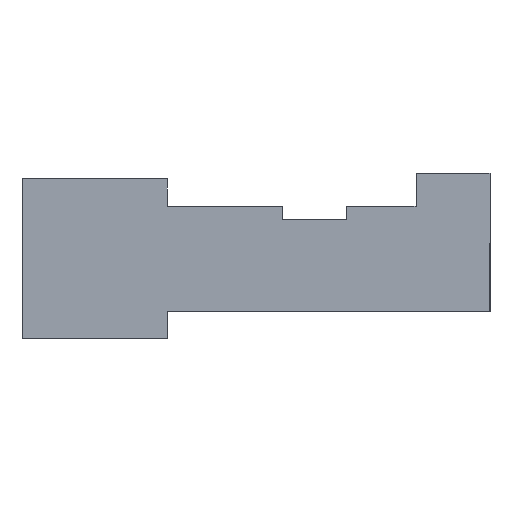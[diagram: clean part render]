
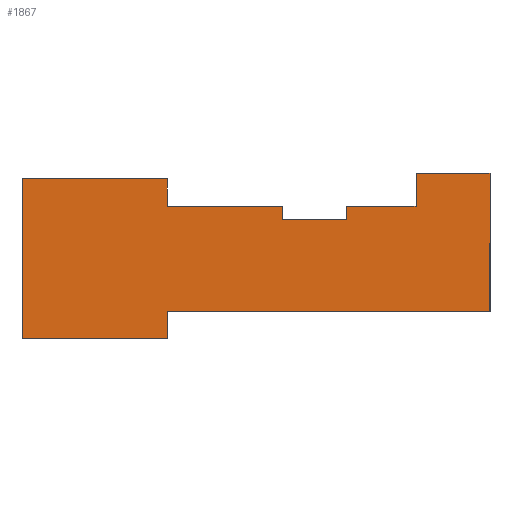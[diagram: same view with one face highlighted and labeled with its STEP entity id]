
A CAD part, left-side view. The second image highlights one B-rep face of the part: STEP entity #1867.
In plain terms, the highlighted planar face has unit normal (-1, 0, 0).
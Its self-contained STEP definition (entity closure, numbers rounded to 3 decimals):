
#78=ORIENTED_EDGE('',*,*,#588,.T.);
#79=ORIENTED_EDGE('',*,*,#610,.T.);
#80=ORIENTED_EDGE('',*,*,#612,.T.);
#81=ORIENTED_EDGE('',*,*,#614,.F.);
#82=ORIENTED_EDGE('',*,*,#615,.F.);
#83=ORIENTED_EDGE('',*,*,#616,.F.);
#84=ORIENTED_EDGE('',*,*,#617,.F.);
#85=ORIENTED_EDGE('',*,*,#618,.F.);
#86=ORIENTED_EDGE('',*,*,#619,.T.);
#87=ORIENTED_EDGE('',*,*,#620,.F.);
#88=ORIENTED_EDGE('',*,*,#621,.T.);
#89=ORIENTED_EDGE('',*,*,#622,.F.);
#90=ORIENTED_EDGE('',*,*,#623,.T.);
#91=ORIENTED_EDGE('',*,*,#624,.F.);
#588=EDGE_CURVE('',#860,#859,#1037,.T.);
#610=EDGE_CURVE('',#859,#879,#1059,.T.);
#612=EDGE_CURVE('',#879,#880,#1061,.T.);
#614=EDGE_CURVE('',#881,#880,#1063,.T.);
#615=EDGE_CURVE('',#882,#881,#1064,.T.);
#616=EDGE_CURVE('',#883,#882,#1065,.T.);
#617=EDGE_CURVE('',#884,#883,#1066,.T.);
#618=EDGE_CURVE('',#885,#884,#1067,.T.);
#619=EDGE_CURVE('',#885,#886,#1068,.T.);
#620=EDGE_CURVE('',#887,#886,#1069,.T.);
#621=EDGE_CURVE('',#887,#888,#1070,.T.);
#622=EDGE_CURVE('',#889,#888,#1071,.T.);
#623=EDGE_CURVE('',#889,#890,#1072,.T.);
#624=EDGE_CURVE('',#860,#890,#1073,.T.);
#859=VERTEX_POINT('',#2565);
#860=VERTEX_POINT('',#2567);
#879=VERTEX_POINT('',#2611);
#880=VERTEX_POINT('',#2615);
#881=VERTEX_POINT('',#2619);
#882=VERTEX_POINT('',#2621);
#883=VERTEX_POINT('',#2623);
#884=VERTEX_POINT('',#2625);
#885=VERTEX_POINT('',#2627);
#886=VERTEX_POINT('',#2629);
#887=VERTEX_POINT('',#2631);
#888=VERTEX_POINT('',#2633);
#889=VERTEX_POINT('',#2635);
#890=VERTEX_POINT('',#2637);
#1037=LINE('',#2566,#1294);
#1059=LINE('',#2610,#1316);
#1061=LINE('',#2614,#1318);
#1063=LINE('',#2618,#1320);
#1064=LINE('',#2620,#1321);
#1065=LINE('',#2622,#1322);
#1066=LINE('',#2624,#1323);
#1067=LINE('',#2626,#1324);
#1068=LINE('',#2628,#1325);
#1069=LINE('',#2630,#1326);
#1070=LINE('',#2632,#1327);
#1071=LINE('',#2634,#1328);
#1072=LINE('',#2636,#1329);
#1073=LINE('',#2638,#1330);
#1294=VECTOR('',#2104,1000.);
#1316=VECTOR('',#2132,1000.);
#1318=VECTOR('',#2136,1000.);
#1320=VECTOR('',#2140,1000.);
#1321=VECTOR('',#2141,1000.);
#1322=VECTOR('',#2142,1000.);
#1323=VECTOR('',#2143,1000.);
#1324=VECTOR('',#2144,1000.);
#1325=VECTOR('',#2145,1000.);
#1326=VECTOR('',#2146,1000.);
#1327=VECTOR('',#2147,1000.);
#1328=VECTOR('',#2148,1000.);
#1329=VECTOR('',#2149,1000.);
#1330=VECTOR('',#2150,1000.);
#1555=EDGE_LOOP('',(#78,#79,#80,#81,#82,#83,#84,#85,#86,#87,#88,#89,#90,
#91));
#1662=FACE_BOUND('',#1555,.T.);
#1768=PLANE('',#2002);
#1867=ADVANCED_FACE('',(#1662),#1768,.F.);
#2002=AXIS2_PLACEMENT_3D('',#2617,#2138,#2139);
#2104=DIRECTION('',(0.,0.,1.));
#2132=DIRECTION('',(0.,1.,0.));
#2136=DIRECTION('',(0.,0.,-1.));
#2138=DIRECTION('',(1.,0.,0.));
#2139=DIRECTION('',(0.,1.,0.));
#2140=DIRECTION('',(0.,-1.,0.));
#2141=DIRECTION('',(0.,0.,1.));
#2142=DIRECTION('',(0.,-1.,0.));
#2143=DIRECTION('',(0.,0.,-1.));
#2144=DIRECTION('',(0.,-1.,0.));
#2145=DIRECTION('',(0.,0.,1.));
#2146=DIRECTION('',(0.,-1.,0.));
#2147=DIRECTION('',(0.,0.,-1.));
#2148=DIRECTION('',(0.,1.,0.));
#2149=DIRECTION('',(0.,0.,1.));
#2150=DIRECTION('',(0.,1.,0.));
#2565=CARTESIAN_POINT('',(-2.54,0.,4.32));
#2566=CARTESIAN_POINT('',(-2.54,0.,0.));
#2567=CARTESIAN_POINT('',(-2.54,0.,0.));
#2610=CARTESIAN_POINT('',(-2.54,0.,4.32));
#2611=CARTESIAN_POINT('',(-2.54,2.31,4.32));
#2614=CARTESIAN_POINT('',(-2.54,2.31,4.32));
#2615=CARTESIAN_POINT('',(-2.54,2.31,3.28));
#2617=CARTESIAN_POINT('',(-2.54,7.305,1.73));
#2618=CARTESIAN_POINT('',(-2.54,4.47,3.28));
#2619=CARTESIAN_POINT('',(-2.54,4.47,3.28));
#2620=CARTESIAN_POINT('',(-2.54,4.47,2.86));
#2621=CARTESIAN_POINT('',(-2.54,4.47,2.86));
#2622=CARTESIAN_POINT('',(-2.54,6.47,2.86));
#2623=CARTESIAN_POINT('',(-2.54,6.47,2.86));
#2624=CARTESIAN_POINT('',(-2.54,6.47,3.28));
#2625=CARTESIAN_POINT('',(-2.54,6.47,3.28));
#2626=CARTESIAN_POINT('',(-2.54,10.08,3.28));
#2627=CARTESIAN_POINT('',(-2.54,10.08,3.28));
#2628=CARTESIAN_POINT('',(-2.54,10.08,3.28));
#2629=CARTESIAN_POINT('',(-2.54,10.08,4.14));
#2630=CARTESIAN_POINT('',(-2.54,14.61,4.14));
#2631=CARTESIAN_POINT('',(-2.54,14.61,4.14));
#2632=CARTESIAN_POINT('',(-2.54,14.61,4.14));
#2633=CARTESIAN_POINT('',(-2.54,14.61,-0.86));
#2634=CARTESIAN_POINT('',(-2.54,10.08,-0.86));
#2635=CARTESIAN_POINT('',(-2.54,10.08,-0.86));
#2636=CARTESIAN_POINT('',(-2.54,10.08,-0.86));
#2637=CARTESIAN_POINT('',(-2.54,10.08,0.));
#2638=CARTESIAN_POINT('',(-2.54,0.,0.));
